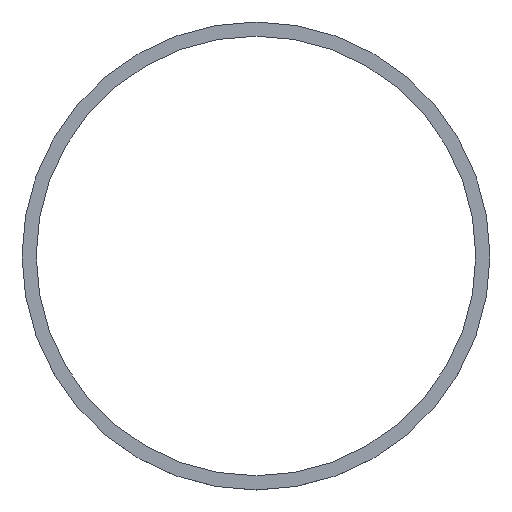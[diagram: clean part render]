
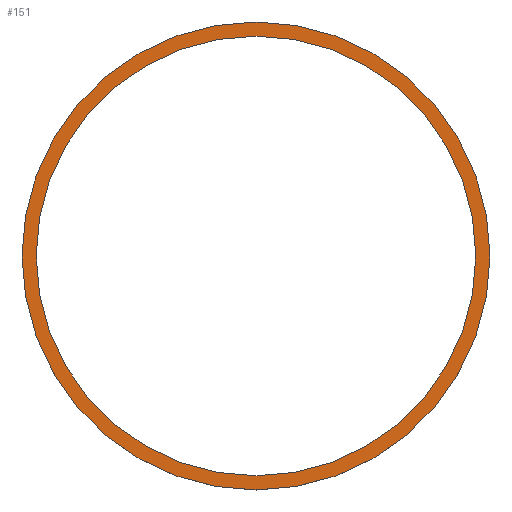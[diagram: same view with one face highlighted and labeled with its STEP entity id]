
A CAD part, top view. The second image highlights one B-rep face of the part: STEP entity #151.
In plain terms, the highlighted planar face has unit normal (0, 0, 1).
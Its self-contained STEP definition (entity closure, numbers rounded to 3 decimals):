
#16=FACE_BOUND('',#36,.T.);
#18=PLANE('',#180);
#25=FACE_OUTER_BOUND('',#35,.T.);
#35=EDGE_LOOP('',(#116));
#36=EDGE_LOOP('',(#117));
#61=CIRCLE('',#177,104.977);
#63=CIRCLE('',#181,111.75);
#74=VERTEX_POINT('',#260);
#76=VERTEX_POINT('',#268);
#87=EDGE_CURVE('',#74,#74,#61,.T.);
#91=EDGE_CURVE('',#76,#76,#63,.T.);
#116=ORIENTED_EDGE('',*,*,#91,.F.);
#117=ORIENTED_EDGE('',*,*,#87,.T.);
#151=ADVANCED_FACE('',(#25,#16),#18,.T.);
#177=AXIS2_PLACEMENT_3D('',#261,#208,#209);
#180=AXIS2_PLACEMENT_3D('',#267,#216,#217);
#181=AXIS2_PLACEMENT_3D('',#269,#218,#219);
#208=DIRECTION('center_axis',(0.,0.,-1.));
#209=DIRECTION('ref_axis',(0.,1.,0.));
#216=DIRECTION('center_axis',(0.,0.,1.));
#217=DIRECTION('ref_axis',(1.,0.,0.));
#218=DIRECTION('center_axis',(0.,0.,-1.));
#219=DIRECTION('ref_axis',(1.,0.,0.));
#260=CARTESIAN_POINT('',(0.,-104.977,93.632));
#261=CARTESIAN_POINT('Origin',(0.,0.,93.632));
#267=CARTESIAN_POINT('Origin',(0.,-48.05,93.632));
#268=CARTESIAN_POINT('',(-111.75,0.,93.632));
#269=CARTESIAN_POINT('Origin',(0.,0.,93.632));
